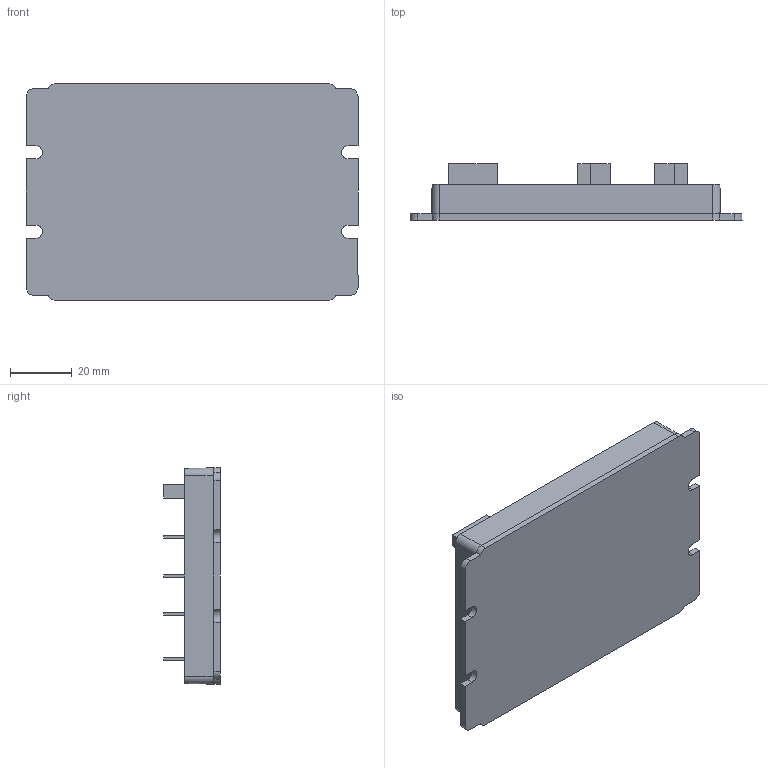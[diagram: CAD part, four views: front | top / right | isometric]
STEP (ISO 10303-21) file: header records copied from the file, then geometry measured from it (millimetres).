
FILE_DESCRIPTION (( 'STEP AP203' ), '1' );
FILE_NAME ('12 amp UPS.STEP', '2018-02-20T23:52:14', ( '' ), ( '' ), 'SwSTEP 2.0', 'SolidWorks 2015', '' );
FILE_SCHEMA (( 'CONFIG_CONTROL_DESIGN' ));
Length unit declared in the file: inch
Products named in the file (1): 12 amp UPS
Bounding box: 107.31 x 18.28 x 69.91 mm (x, y, z)
Volume: 73274.5 mm3; surface area: 37367.6 mm2
Topology: 9 solids, 9 shells, 207 faces, 508 edges, 312 vertices
Faces by surface type: plane 113, cylinder 54, cone 16, torus 16, sphere 8
Entity records: 6041 total; most frequent: CARTESIAN_POINT 1136, DIRECTION 1004, ORIENTED_EDGE 1000, EDGE_CURVE 500, VECTOR 340, LINE 340, AXIS2_PLACEMENT_3D 332, VERTEX_POINT 312
